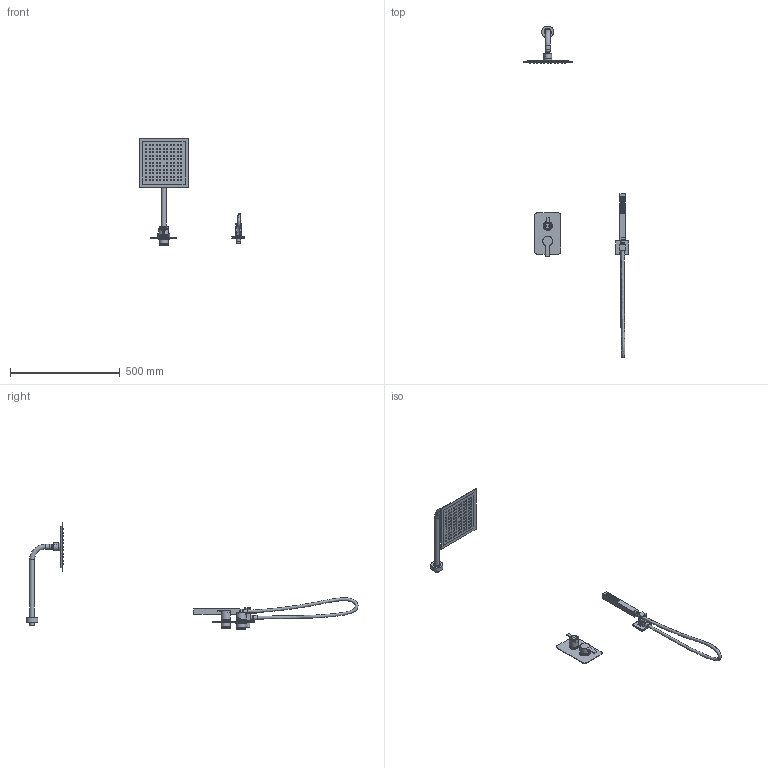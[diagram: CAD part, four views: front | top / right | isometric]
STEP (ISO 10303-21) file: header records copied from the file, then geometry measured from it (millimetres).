
FILE_DESCRIPTION (( 'STEP AP203' ), '1' );
FILE_NAME ('94CP01587.STEP', '2021-03-24T13:03:00', ( '' ), ( '' ), 'SwSTEP 2.0', 'SolidWorks 2018', '' );
FILE_SCHEMA (( 'CONFIG_CONTROL_DESIGN' ));
Length unit declared in the file: millimetre
Products named in the file (1): 94CP01587
Bounding box: 483.5 x 1514.52 x 492 mm (x, y, z)
Volume: 1075186.7 mm3; surface area: 371186 mm2
Topology: 19 solids, 19 shells, 1918 faces, 3918 edges, 2422 vertices
Faces by surface type: plane 1482, cylinder 293, cone 88, torus 26, bspline 15, sphere 14
Full cylindrical faces by diameter (mm): 1 x168, 5 x1, 6 x1, 6.2 x2, 6.8 x1, 9.5 x1, 10.5 x2, 13.4 x2, 14 x3, 15 x2, 16 x1, 18 x3, 18.1 x2, 18.5 x2, 18.631 x1, 18.632 x2, 18.7 x1, 20.6 x1, 20.8 x1, 20.955 x1, 21 x3, 22 x2, 22.1 x1, 22.7 x1, 23.4 x1, 24 x1, 25 x1, 25.6 x1, 27 x1, 28 x1
Entity records: 50229 total; most frequent: CARTESIAN_POINT 11063, DIRECTION 8008, ORIENTED_EDGE 7084, EDGE_CURVE 3542, VECTOR 2682, LINE 2682, EDGE_LOOP 2667, AXIS2_PLACEMENT_3D 2663
